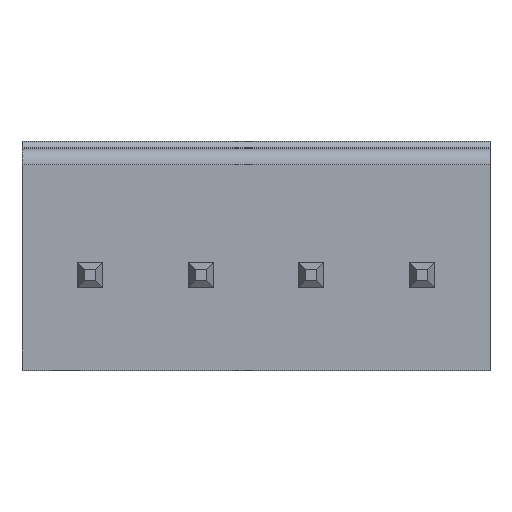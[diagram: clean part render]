
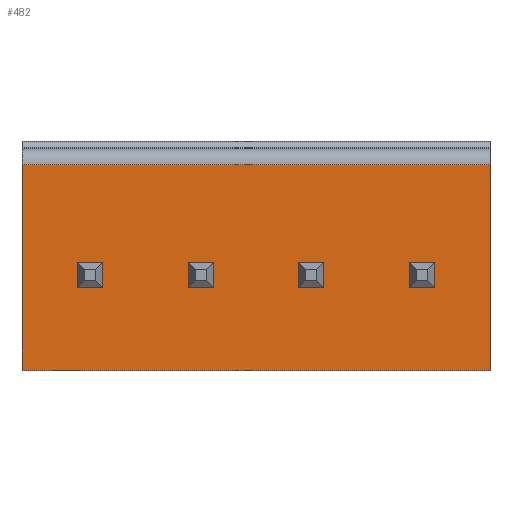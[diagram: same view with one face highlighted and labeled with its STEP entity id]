
A CAD part, top view. The second image highlights one B-rep face of the part: STEP entity #482.
In plain terms, the highlighted planar face has unit normal (0, 0, 1).
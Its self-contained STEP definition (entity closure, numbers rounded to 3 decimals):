
#482=ADVANCED_FACE('',(#1415,#1416,#1417,#1418,#1419),#1420,.T.);
#1415=FACE_BOUND('',#2413,.T.);
#1416=FACE_OUTER_BOUND('',#2414,.T.);
#1417=FACE_BOUND('',#2415,.T.);
#1418=FACE_BOUND('',#2416,.T.);
#1419=FACE_BOUND('',#2417,.T.);
#1420=PLANE('',#2418);
#2413=EDGE_LOOP('',(#5971,#5972,#5973,#5974));
#2414=EDGE_LOOP('',(#5975,#5976,#5977,#5978));
#2415=EDGE_LOOP('',(#5979,#5980,#5981,#5982));
#2416=EDGE_LOOP('',(#5983,#5984,#5985,#5986));
#2417=EDGE_LOOP('',(#5987,#5988,#5989,#5990));
#2418=AXIS2_PLACEMENT_3D('',#5991,#5992,#5993);
#5971=ORIENTED_EDGE('',*,*,#7907,.F.);
#5972=ORIENTED_EDGE('',*,*,#7908,.F.);
#5973=ORIENTED_EDGE('',*,*,#7909,.F.);
#5974=ORIENTED_EDGE('',*,*,#7910,.T.);
#5975=ORIENTED_EDGE('',*,*,#7911,.T.);
#5976=ORIENTED_EDGE('',*,*,#7912,.T.);
#5977=ORIENTED_EDGE('',*,*,#7899,.T.);
#5978=ORIENTED_EDGE('',*,*,#7913,.T.);
#5979=ORIENTED_EDGE('',*,*,#7890,.F.);
#5980=ORIENTED_EDGE('',*,*,#7888,.F.);
#5981=ORIENTED_EDGE('',*,*,#7886,.F.);
#5982=ORIENTED_EDGE('',*,*,#7883,.T.);
#5983=ORIENTED_EDGE('',*,*,#7882,.F.);
#5984=ORIENTED_EDGE('',*,*,#7880,.F.);
#5985=ORIENTED_EDGE('',*,*,#7878,.F.);
#5986=ORIENTED_EDGE('',*,*,#7875,.T.);
#5987=ORIENTED_EDGE('',*,*,#7874,.F.);
#5988=ORIENTED_EDGE('',*,*,#7872,.F.);
#5989=ORIENTED_EDGE('',*,*,#7870,.F.);
#5990=ORIENTED_EDGE('',*,*,#7867,.T.);
#5991=CARTESIAN_POINT('',(29.32,3.55,144.));
#5992=DIRECTION('',(0.0,0.0,1.0));
#5993=DIRECTION('',(1.0,0.0,0.0));
#7867=EDGE_CURVE('',#10000,#10001,#10002,.T.);
#7870=EDGE_CURVE('',#10000,#10005,#10006,.T.);
#7872=EDGE_CURVE('',#10005,#10008,#10009,.T.);
#7874=EDGE_CURVE('',#10008,#10001,#10011,.T.);
#7875=EDGE_CURVE('',#10012,#10013,#10014,.T.);
#7878=EDGE_CURVE('',#10012,#10017,#10018,.T.);
#7880=EDGE_CURVE('',#10017,#10020,#10021,.T.);
#7882=EDGE_CURVE('',#10020,#10013,#10023,.T.);
#7883=EDGE_CURVE('',#10024,#10025,#10026,.T.);
#7886=EDGE_CURVE('',#10024,#10029,#10030,.T.);
#7888=EDGE_CURVE('',#10029,#10032,#10033,.T.);
#7890=EDGE_CURVE('',#10032,#10025,#10035,.T.);
#7899=EDGE_CURVE('',#10053,#10051,#10054,.T.);
#7907=EDGE_CURVE('',#10068,#10069,#10070,.T.);
#7908=EDGE_CURVE('',#10071,#10068,#10072,.T.);
#7909=EDGE_CURVE('',#10073,#10071,#10074,.T.);
#7910=EDGE_CURVE('',#10073,#10069,#10075,.T.);
#7911=EDGE_CURVE('',#10076,#10077,#10078,.T.);
#7912=EDGE_CURVE('',#10077,#10053,#10079,.T.);
#7913=EDGE_CURVE('',#10051,#10076,#10080,.T.);
#10000=VERTEX_POINT('',#13405);
#10001=VERTEX_POINT('',#13406);
#10002=LINE('',#13407,#13408);
#10005=VERTEX_POINT('',#13413);
#10006=LINE('',#13414,#13415);
#10008=VERTEX_POINT('',#13418);
#10009=LINE('',#13419,#13420);
#10011=LINE('',#13423,#13424);
#10012=VERTEX_POINT('',#13425);
#10013=VERTEX_POINT('',#13426);
#10014=LINE('',#13427,#13428);
#10017=VERTEX_POINT('',#13433);
#10018=LINE('',#13434,#13435);
#10020=VERTEX_POINT('',#13438);
#10021=LINE('',#13439,#13440);
#10023=LINE('',#13443,#13444);
#10024=VERTEX_POINT('',#13445);
#10025=VERTEX_POINT('',#13446);
#10026=LINE('',#13447,#13448);
#10029=VERTEX_POINT('',#13453);
#10030=LINE('',#13454,#13455);
#10032=VERTEX_POINT('',#13458);
#10033=LINE('',#13459,#13460);
#10035=LINE('',#13463,#13464);
#10051=VERTEX_POINT('',#13486);
#10053=VERTEX_POINT('',#13489);
#10054=LINE('',#13490,#13491);
#10068=VERTEX_POINT('',#13509);
#10069=VERTEX_POINT('',#13510);
#10070=LINE('',#13511,#13512);
#10071=VERTEX_POINT('',#13513);
#10072=LINE('',#13514,#13515);
#10073=VERTEX_POINT('',#13516);
#10074=LINE('',#13517,#13518);
#10075=LINE('',#13519,#13520);
#10076=VERTEX_POINT('',#13521);
#10077=VERTEX_POINT('',#13522);
#10078=LINE('',#13523,#13524);
#10079=LINE('',#13525,#13526);
#10080=LINE('',#13527,#13528);
#13405=CARTESIAN_POINT('',(15.72,2.65,144.));
#13406=CARTESIAN_POINT('',(14.92,2.65,144.));
#13407=CARTESIAN_POINT('',(29.32,2.65,144.));
#13408=VECTOR('',#15034,1.0);
#13413=CARTESIAN_POINT('',(15.72,3.45,144.));
#13414=CARTESIAN_POINT('',(15.72,3.55,144.));
#13415=VECTOR('',#15037,1.0);
#13418=CARTESIAN_POINT('',(14.92,3.45,144.));
#13419=CARTESIAN_POINT('',(29.32,3.45,144.));
#13420=VECTOR('',#15039,1.0);
#13423=CARTESIAN_POINT('',(14.92,3.55,144.));
#13424=VECTOR('',#15041,1.0);
#13425=CARTESIAN_POINT('',(19.22,2.65,144.));
#13426=CARTESIAN_POINT('',(18.42,2.65,144.));
#13427=CARTESIAN_POINT('',(29.32,2.65,144.));
#13428=VECTOR('',#15042,1.0);
#13433=CARTESIAN_POINT('',(19.22,3.45,144.));
#13434=CARTESIAN_POINT('',(19.22,3.55,144.));
#13435=VECTOR('',#15045,1.0);
#13438=CARTESIAN_POINT('',(18.42,3.45,144.));
#13439=CARTESIAN_POINT('',(29.32,3.45,144.));
#13440=VECTOR('',#15047,1.0);
#13443=CARTESIAN_POINT('',(18.42,3.55,144.));
#13444=VECTOR('',#15049,1.0);
#13445=CARTESIAN_POINT('',(12.22,2.65,144.));
#13446=CARTESIAN_POINT('',(11.42,2.65,144.));
#13447=CARTESIAN_POINT('',(29.32,2.65,144.));
#13448=VECTOR('',#15050,1.0);
#13453=CARTESIAN_POINT('',(12.22,3.45,144.));
#13454=CARTESIAN_POINT('',(12.22,3.55,144.));
#13455=VECTOR('',#15053,1.0);
#13458=CARTESIAN_POINT('',(11.42,3.45,144.));
#13459=CARTESIAN_POINT('',(29.32,3.45,144.));
#13460=VECTOR('',#15055,1.0);
#13463=CARTESIAN_POINT('',(11.42,3.55,144.));
#13464=VECTOR('',#15057,1.0);
#13486=CARTESIAN_POINT('',(9.67,0.05,144.));
#13489=CARTESIAN_POINT('',(9.67,6.55,144.));
#13490=CARTESIAN_POINT('',(9.67,6.55,144.));
#13491=VECTOR('',#15068,1.0);
#13509=CARTESIAN_POINT('',(21.92,3.45,144.));
#13510=CARTESIAN_POINT('',(21.92,2.65,144.));
#13511=CARTESIAN_POINT('',(21.92,3.55,144.));
#13512=VECTOR('',#15082,1.0);
#13513=CARTESIAN_POINT('',(22.72,3.45,144.));
#13514=CARTESIAN_POINT('',(1.32,3.45,144.));
#13515=VECTOR('',#15083,1.0);
#13516=CARTESIAN_POINT('',(22.72,2.65,144.));
#13517=CARTESIAN_POINT('',(22.72,3.55,144.));
#13518=VECTOR('',#15084,1.0);
#13519=CARTESIAN_POINT('',(1.32,2.65,144.));
#13520=VECTOR('',#15085,1.0);
#13521=CARTESIAN_POINT('',(24.47,0.05,144.));
#13522=CARTESIAN_POINT('',(24.47,6.55,144.));
#13523=CARTESIAN_POINT('',(24.47,0.05,144.));
#13524=VECTOR('',#15086,1.0);
#13525=CARTESIAN_POINT('',(52.47,6.55,144.));
#13526=VECTOR('',#15087,1.0);
#13527=CARTESIAN_POINT('',(52.47,0.05,144.));
#13528=VECTOR('',#15088,1.0);
#15034=DIRECTION('',(-1.0,0.0,0.0));
#15037=DIRECTION('',(0.0,1.0,0.0));
#15039=DIRECTION('',(-1.0,0.0,0.0));
#15041=DIRECTION('',(0.0,-1.0,0.0));
#15042=DIRECTION('',(-1.0,0.0,0.0));
#15045=DIRECTION('',(0.0,1.0,0.0));
#15047=DIRECTION('',(-1.0,0.0,0.0));
#15049=DIRECTION('',(0.0,-1.0,0.0));
#15050=DIRECTION('',(-1.0,0.0,0.0));
#15053=DIRECTION('',(0.0,1.0,0.0));
#15055=DIRECTION('',(-1.0,0.0,0.0));
#15057=DIRECTION('',(0.0,-1.0,0.0));
#15068=DIRECTION('',(0.0,-1.0,0.0));
#15082=DIRECTION('',(0.0,-1.0,0.0));
#15083=DIRECTION('',(-1.0,0.0,0.0));
#15084=DIRECTION('',(0.0,1.0,0.0));
#15085=DIRECTION('',(-1.0,0.0,0.0));
#15086=DIRECTION('',(0.0,1.0,0.0));
#15087=DIRECTION('',(-1.0,0.0,0.0));
#15088=DIRECTION('',(1.0,0.0,0.0));
